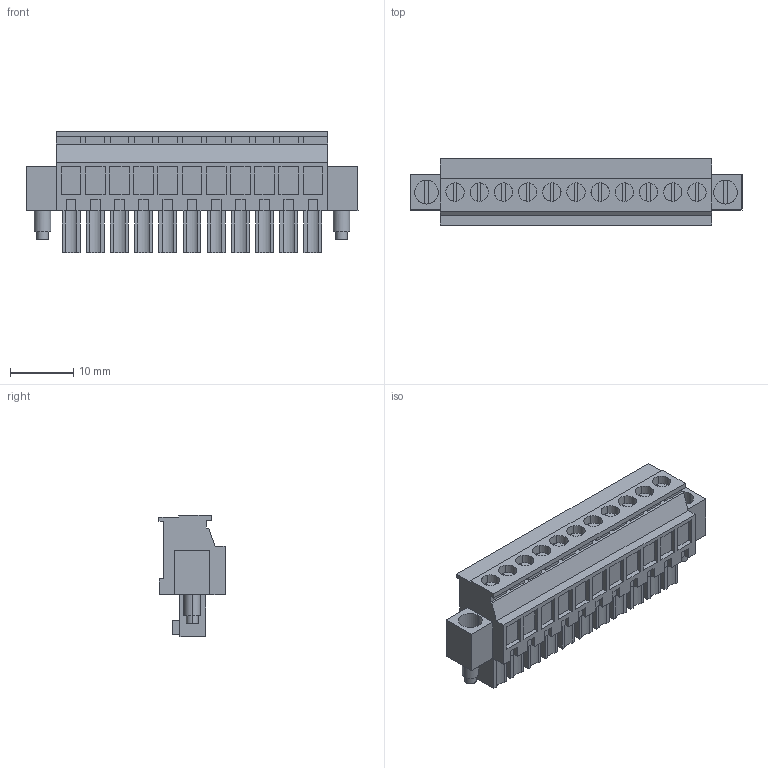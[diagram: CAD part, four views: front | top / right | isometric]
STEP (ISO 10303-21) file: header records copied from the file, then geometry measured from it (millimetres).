
FILE_DESCRIPTION(('CATIA V5 STEP Exchange','CAx-IF Rec.Pracs.--- Model Styling and Organization---1.2---2011-12-15'),'2;1');
FILE_NAME ('D1459696_0_1940550000_1940550000.stp','2017-04-12T09:44:14+00:00',('none'),('Weidmueller'),'CATIA Version 5-6 Release 2014','CATIA V5 STEP AP214','none');
FILE_SCHEMA(('AUTOMOTIVE_DESIGN { 1 0 10303 214 1 1 1 1 }'));
Length unit declared in the file: millimetre
Products named in the file (1): 1940550000
Bounding box: 52.3 x 10.45 x 19.1 mm (x, y, z)
Volume: 5605.3 mm3; surface area: 4701.1 mm2
Topology: 14 solids, 14 shells, 539 faces, 1384 edges, 936 vertices
Faces by surface type: plane 438, cylinder 101
Entity records: 15289 total; most frequent: CARTESIAN_POINT 2896, ORIENTED_EDGE 2768, DIRECTION 2048, EDGE_CURVE 1384, VECTOR 1130, LINE 1130, VERTEX_POINT 936, EDGE_LOOP 606
